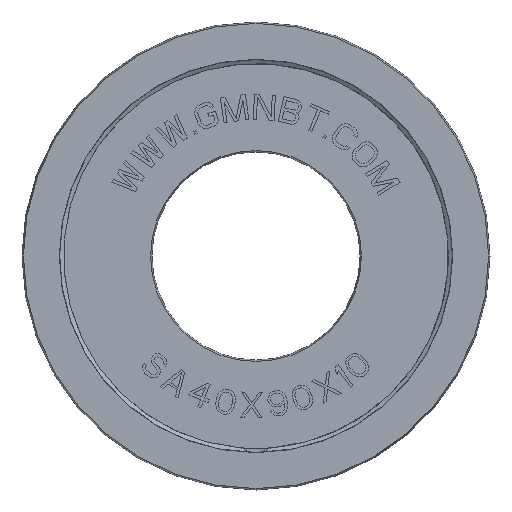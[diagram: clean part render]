
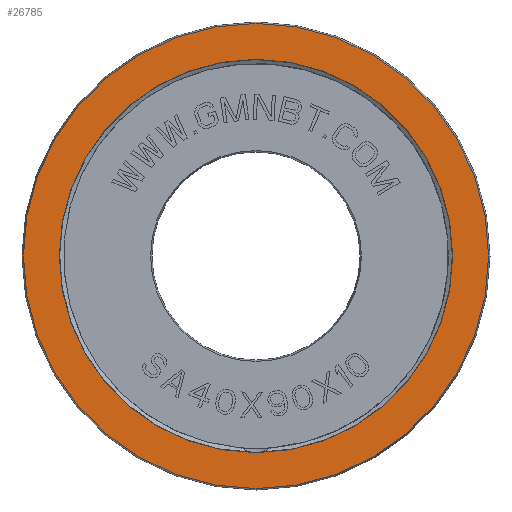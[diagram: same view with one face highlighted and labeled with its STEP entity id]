
A CAD part, front view. The second image highlights one B-rep face of the part: STEP entity #26785.
In plain terms, the highlighted planar face has unit normal (0, -1, 0).
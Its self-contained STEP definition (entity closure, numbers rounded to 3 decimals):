
#25902=CARTESIAN_POINT('',(0.,-5.,0.));
#25903=DIRECTION('',(0.,1.,0.));
#25904=DIRECTION('',(0.,0.,-1.));
#25905=AXIS2_PLACEMENT_3D('',#25902,#25903,#25904);
#25917=CARTESIAN_POINT('',(0.,-5.,0.));
#25918=DIRECTION('',(0.,-1.,0.));
#25919=DIRECTION('',(0.,0.,-1.));
#25920=AXIS2_PLACEMENT_3D('',#25917,#25918,#25919);
#25932=CARTESIAN_POINT('',(0.,-5.,0.));
#25933=DIRECTION('',(0.,1.,0.));
#25934=DIRECTION('',(0.,0.,-1.));
#25935=AXIS2_PLACEMENT_3D('',#25932,#25933,#25934);
#25940=CARTESIAN_POINT('',(0.,-5.,0.));
#25941=DIRECTION('',(0.,-1.,0.));
#25942=DIRECTION('',(0.,0.,-1.));
#25943=AXIS2_PLACEMENT_3D('',#25940,#25941,#25942);
#26670=CARTESIAN_POINT('',(0.,-5.,-37.816));
#26672=VERTEX_POINT('',#26670);
#26673=CARTESIAN_POINT('',(0.,-5.,-44.732));
#26675=VERTEX_POINT('',#26673);
#26689=CARTESIAN_POINT('',(0.,-5.,37.816));
#26690=VERTEX_POINT('',#26689);
#26691=CARTESIAN_POINT('',(0.,-5.,44.732));
#26693=VERTEX_POINT('',#26691);
#26770=CARTESIAN_POINT('',(0.,-5.,0.));
#26771=DIRECTION('',(0.,1.,0.));
#26772=DIRECTION('',(0.,0.,-1.));
#26773=AXIS2_PLACEMENT_3D('',#26770,#26771,#26772);
#26774=PLANE('',#26773);
#26775=ORIENTED_EDGE('',*,*,#26762,.F.);
#26776=ORIENTED_EDGE('',*,*,#26751,.T.);
#26777=EDGE_LOOP('',(#26775,#26776));
#26778=FACE_OUTER_BOUND('',#26777,.F.);
#26780=ORIENTED_EDGE('',*,*,#26779,.F.);
#26782=ORIENTED_EDGE('',*,*,#26781,.T.);
#26783=EDGE_LOOP('',(#26780,#26782));
#26784=FACE_BOUND('',#26783,.F.);
#25906=CIRCLE('',#25905,44.732);
#25921=CIRCLE('',#25920,44.732);
#25936=CIRCLE('',#25935,37.816);
#25944=CIRCLE('',#25943,37.816);
#26751=EDGE_CURVE('',#26675,#26693,#25906,.T.);
#26762=EDGE_CURVE('',#26675,#26693,#25921,.T.);
#26779=EDGE_CURVE('',#26672,#26690,#25936,.T.);
#26781=EDGE_CURVE('',#26672,#26690,#25944,.T.);
#26785=ADVANCED_FACE('',(#26778,#26784),#26774,.F.);
